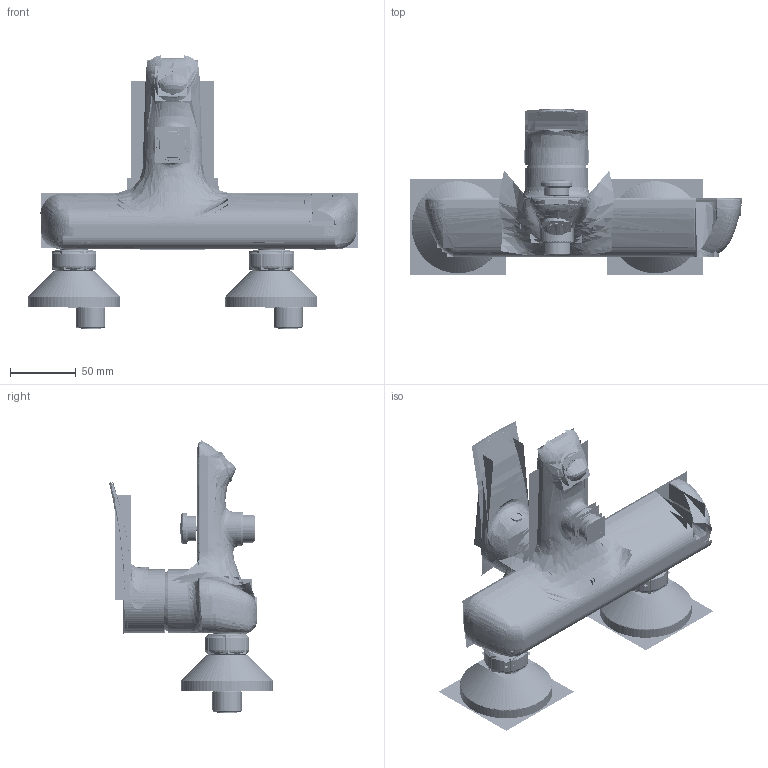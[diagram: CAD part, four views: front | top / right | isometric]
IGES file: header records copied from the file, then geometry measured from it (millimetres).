
Start section:  PTC IGES file: FFAS0911-602500BC0.igs
Global section: file name: FFAS0911-602500BC0.igs; native system: Creo Parametric by PTC Inc.; preprocessor: 2015200; author: 10114211; organization: Unknown; date: 20180814.094135; units: millimetre
Bounding box: 252.26 x 126.03 x 207.63 mm (x, y, z)
Volume: 1007494.3 mm3; surface area: 9579983.1 mm2
Topology: 38 solids, 96 shells, 6086 faces, 38470 edges, 53764 vertices
Faces by surface type: bspline 3398, revolution 2580, extrusion 108
